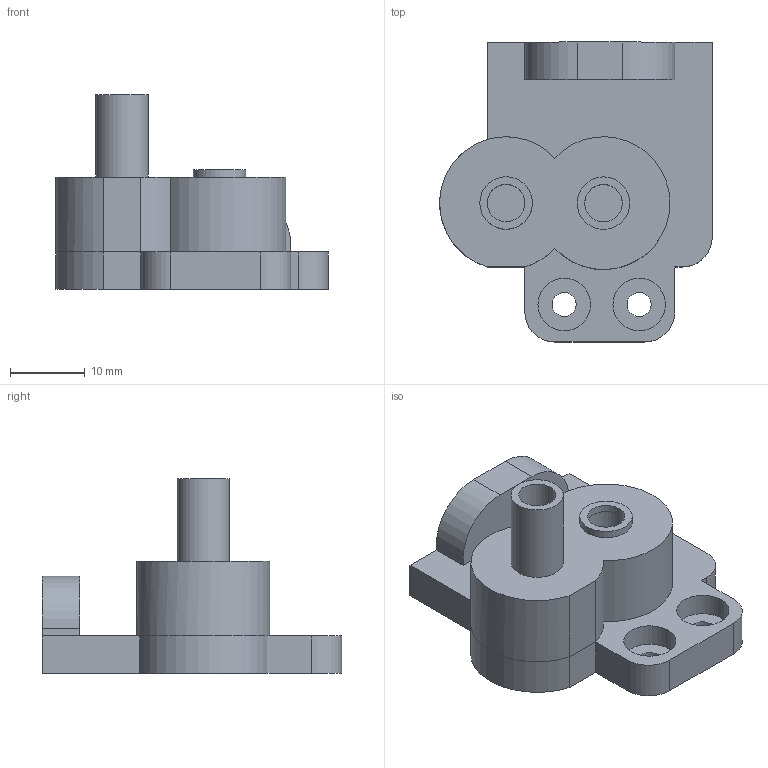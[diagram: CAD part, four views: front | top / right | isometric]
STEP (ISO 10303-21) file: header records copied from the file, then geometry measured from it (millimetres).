
FILE_DESCRIPTION(('FreeCAD Model'),'2;1');
FILE_NAME('Open CASCADE Shape Model','2023-07-05T02:20:32',('Author'),( ''),'Open CASCADE STEP processor 7.6','FreeCAD','Unknown');
FILE_SCHEMA(('AUTOMOTIVE_DESIGN { 1 0 10303 214 1 1 1 1 }'));
Length unit declared in the file: millimetre
Products named in the file (1): idlerv2-right
Bounding box: 36.35 x 40 x 26 mm (x, y, z)
Volume: 10641.4 mm3; surface area: 5124 mm2
Topology: 1 solids, 1 shells, 42 faces, 94 edges, 60 vertices
Faces by surface type: plane 23, cylinder 19
Full cylindrical faces by diameter (mm): 3.2 x2, 5 x4, 7 x4
Entity records: 2470 total; most frequent: CARTESIAN_POINT 481, DIRECTION 388, LINE 213, VECTOR 213, ORIENTED_EDGE 188, PCURVE 188, DEFINITIONAL_REPRESENTATION 188, EDGE_CURVE 94
